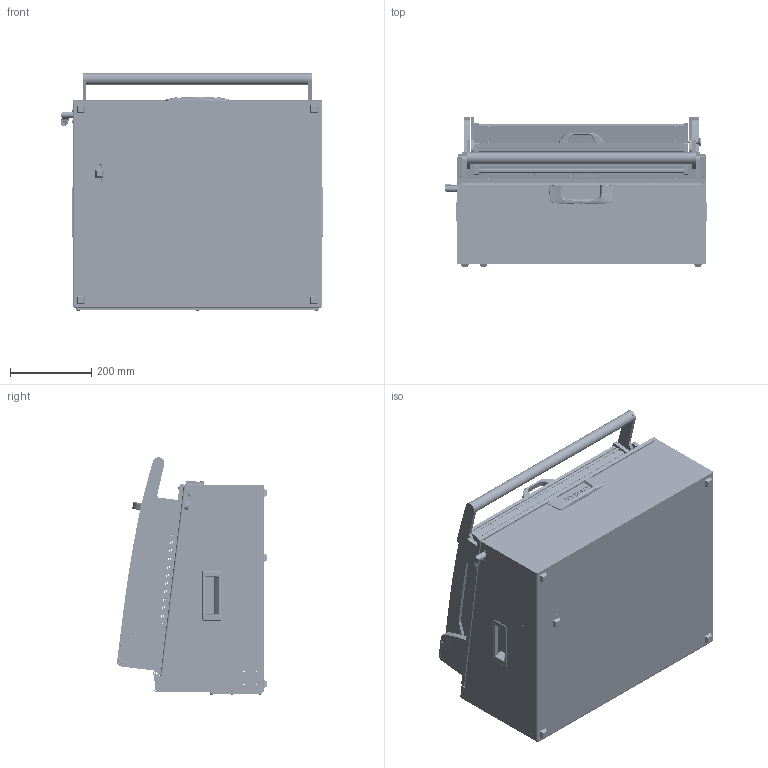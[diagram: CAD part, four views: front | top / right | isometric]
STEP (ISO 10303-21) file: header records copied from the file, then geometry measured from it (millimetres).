
FILE_DESCRIPTION (( 'STEP AP214' ), '1' );
FILE_NAME ('INGUN_100720.STEP', '2021-02-24T10:51:14', ( '' ), ( '' ), 'SwSTEP 2.0', 'SolidWorks 2018', '' );
FILE_SCHEMA (( 'AUTOMOTIVE_DESIGN' ));
Length unit declared in the file: millimetre
Products named in the file (119): DIN6325~n_04,0m6x012; 41899~3_flexiebel <S>; DIN6325~n_03,0m6x016; DIN6325~n_04,0m6x016; 45880~3_S; 32339~4_S; INGUN_100720; 35334~0_S; 32457~0_S; 109953~0_KUNDE<S>; GKS-114-0015~-g-k-s_Hub = 08,0 <S>; 48374~5_S; DIN125~n_03,2 M03,0; 110705~1_S; 3699~0_einzeln <Standard>; 48726~2_S; 48370~6_KUNDE<S>; 37792~1_S; 109128~0_S; ISO7380~n_M05,0x016; DIN912~n_M03,0x012; 38001~12; 48509~2_S; 57801~2_S; K_02037~0_Standard ohne Dyn Punkt<Standard>; DIN7979~n_04,0m6x020M3; 39893~3_KUNDE<S>; 109952~0_KUNDE<S>; DIN6325~n_03,0m6x024; 48728~1_S; 37967~1; 30112~0; DIN985-A2~n_M05,0; 40512~7_KUNDE<S>; 31444~14_KUNDE<S>; 30984~0_S; 45876~2; 31442~5_mit Zentrierstifen <S>; 100707~1_KUNDE<S>; 30758_01~0_S ...
Assembly tree (273 placements, depth 6):
  INGUN_100720
    45980-KIT~1_ICT Stellung kontaktiert <S>
      45909~2_ICT Stellung (kontaktiert)  <S>
        41899~3_flexiebel <S>
          KS-113-Master~-k-s_KS-113 23
          GKS-114-0015~-g-k-s_Hub = 08,0 <S>
          53731~0
          3917~3_M 3 A
        46010~3
        45875~1_S
        45876~2
        43627~0_Hub 22,5mm<Standard>  x6
        2196~6  x2
        2229~6  x2
        46869~0_S  x4
        1607~1  x2
        3699~0_einzeln <Standard>  x3
        SKB-II~-s-k-i-i_M4,0x73 St  x6
        ISO7380~n_M04,0x012  x16
        DIN6325~n_03,0m6x016
        DIN6325~n_03,0m6x024
        DIN6325~n_06,0m6x030
        DIN7991~n_M03,0x006  x3
        41367~6_S  x3
      45879~1_ohne Transportschrauben <S>
        45716~1_flexibel <S>
          32457~0_S
          DIN7979~n_04,0m6x020M3  x2
          ISO7380~n_M03,0x006  x2
          41369~1_S  x4
          ISO7380~n_M04,0x020  x4
          DIN912~n_M03,0x012  x2
          2393~0_S  x2
          DIN125~n_03,2 M03,0  x2
        45880~3_S
    100707~1_KUNDE<S>
      32730~5_S
        32727~9
        30758~0_S  x2
          30758_01~0_S
          30758_02~0_S
        20902~0
        DIN985-A2~n_M05,0  x3
        DIN7991~n_M05,0x012  x2
        32462~0_S
        DIN7991~n_M05,0x016
        8804~0
        DIN125~n_05,3 M05,0 Fase  x2
        20901~0_Abstand 296<Standard>
          20901~0_ohne Schiebeteil<Standard>
          20901_01~0
        31555~4_S
        2720~0  x5
        53032~0_S
        32171~0_S
        ISO7380~n_M04,0x012  x4
        29805~4_geschlossen<S>
          110322~4_S
          110705~1_S
          30984~0_S
Bounding box: 647.5 x 369.75 x 586.35 mm (x, y, z)
Volume: 12003298.9 mm3; surface area: 5197236.9 mm2
Topology: 271 solids, 271 shells, 8087 faces, 19802 edges, 12694 vertices
Faces by surface type: plane 3461, cylinder 3085, cone 957, bspline 292, torus 178, sphere 114
Entity records: 186529 total; most frequent: CARTESIAN_POINT 44202, DIRECTION 26009, ORIENTED_EDGE 24080, EDGE_CURVE 12040, AXIS2_PLACEMENT_3D 9618, VERTEX_POINT 7810, LINE 6773, VECTOR 6773
